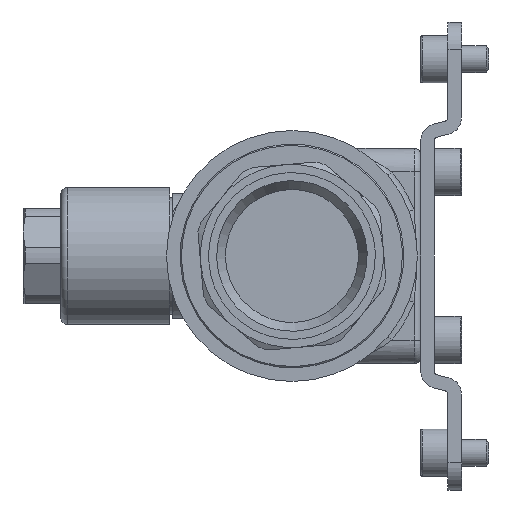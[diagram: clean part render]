
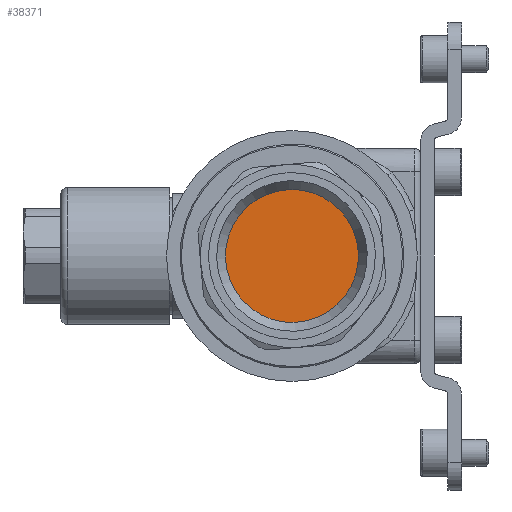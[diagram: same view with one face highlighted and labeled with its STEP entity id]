
A CAD part, left-side view. The second image highlights one B-rep face of the part: STEP entity #38371.
In plain terms, the highlighted planar face has unit normal (-1, 0, 0).
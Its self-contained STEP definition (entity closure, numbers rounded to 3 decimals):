
#9224=FACE_OUTER_BOUND('',#11626,.T.);
#11626=EDGE_LOOP('',(#32283,#32284));
#12150=CIRCLE('',#40045,9.8);
#12151=CIRCLE('',#40046,9.8);
#14239=VERTEX_POINT('',#58632);
#14240=VERTEX_POINT('',#58634);
#17956=EDGE_CURVE('',#14240,#14239,#12150,.T.);
#17957=EDGE_CURVE('',#14239,#14240,#12151,.T.);
#32283=ORIENTED_EDGE('',*,*,#17956,.T.);
#32284=ORIENTED_EDGE('',*,*,#17957,.T.);
#34203=PLANE('',#43356);
#38371=ADVANCED_FACE('',(#9224),#34203,.T.);
#40045=AXIS2_PLACEMENT_3D('',#58635,#46755,#46756);
#40046=AXIS2_PLACEMENT_3D('',#58636,#46757,#46758);
#43356=AXIS2_PLACEMENT_3D('',#79459,#54927,#54928);
#46755=DIRECTION('center_axis',(-1.,0.,0.));
#46756=DIRECTION('ref_axis',(0.,-0.047,
-0.999));
#46757=DIRECTION('center_axis',(-1.,0.,0.));
#46758=DIRECTION('ref_axis',(0.,-0.047,
-0.999));
#54927=DIRECTION('center_axis',(-1.,0.,0.));
#54928=DIRECTION('ref_axis',(0.,-0.302,0.953));
#58632=CARTESIAN_POINT('',(-23.5,0.459,9.789));
#58634=CARTESIAN_POINT('',(-23.5,-0.459,-9.789));
#58635=CARTESIAN_POINT('Origin',(-23.5,0.,0.));
#58636=CARTESIAN_POINT('Origin',(-23.5,0.,0.));
#79459=CARTESIAN_POINT('Origin',(-23.5,0.,0.));
